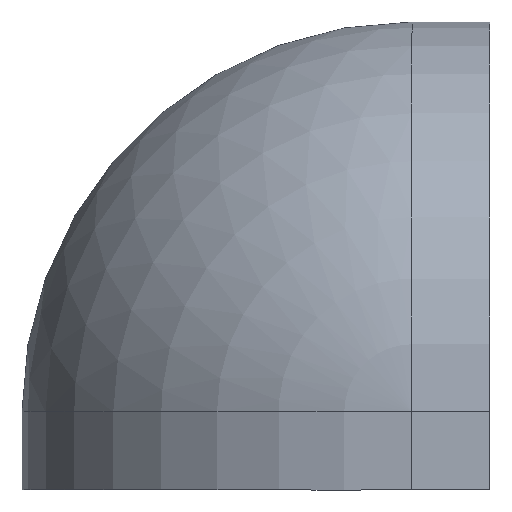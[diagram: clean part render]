
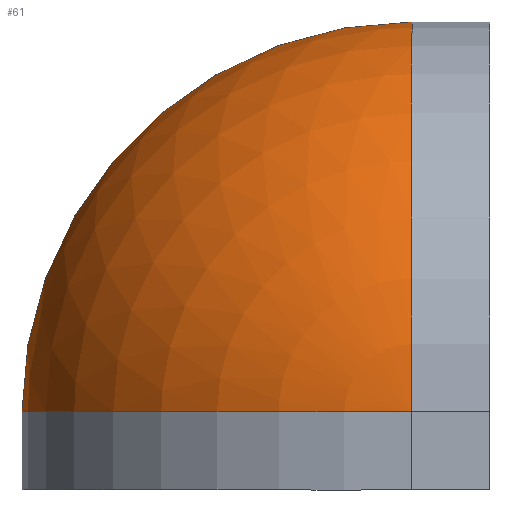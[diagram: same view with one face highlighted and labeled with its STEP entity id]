
A CAD part, left-side view. The second image highlights one B-rep face of the part: STEP entity #61.
In plain terms, the highlighted spherical face has radius 25 mm.
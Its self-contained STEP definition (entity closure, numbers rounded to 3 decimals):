
#61=ADVANCED_FACE('',(#145),#146,.T.);
#145=FACE_OUTER_BOUND('',#251,.T.);
#146=SPHERICAL_SURFACE('',#252,25.0);
#251=EDGE_LOOP('',(#367,#368,#369));
#252=AXIS2_PLACEMENT_3D('',#370,#371,#372);
#367=ORIENTED_EDGE('',*,*,#646,.F.);
#368=ORIENTED_EDGE('',*,*,#647,.T.);
#369=ORIENTED_EDGE('',*,*,#648,.F.);
#370=CARTESIAN_POINT('',(-5.,-10.0,-10.));
#371=DIRECTION('',(-1.0,0.,0.));
#372=DIRECTION('',(0.,0.0,1.0));
#646=EDGE_CURVE('',#771,#772,#773,.T.);
#647=EDGE_CURVE('',#771,#774,#775,.T.);
#648=EDGE_CURVE('',#772,#774,#776,.T.);
#771=VERTEX_POINT('',#939);
#772=VERTEX_POINT('',#940);
#773=CIRCLE('',#941,25.0);
#774=VERTEX_POINT('',#942);
#775=CIRCLE('',#943,25.0);
#776=CIRCLE('',#944,25.0);
#939=CARTESIAN_POINT('',(-5.,-10.0,15.0));
#940=CARTESIAN_POINT('',(-30.,-10.0,-10.));
#941=AXIS2_PLACEMENT_3D('',#1133,#1134,#1135);
#942=CARTESIAN_POINT('',(-5.,15.0,-10.));
#943=AXIS2_PLACEMENT_3D('',#1136,#1137,#1138);
#944=AXIS2_PLACEMENT_3D('',#1139,#1140,#1141);
#1133=CARTESIAN_POINT('',(-5.,-10.0,-10.));
#1134=DIRECTION('',(0.,-1.0,0.));
#1135=DIRECTION('',(0.,0.,1.0));
#1136=CARTESIAN_POINT('',(-5.,-10.0,-10.));
#1137=DIRECTION('',(-1.0,0.,0.));
#1138=DIRECTION('',(0.,0.0,1.0));
#1139=CARTESIAN_POINT('',(-5.,-10.0,-10.));
#1140=DIRECTION('',(0.,0.,-1.0));
#1141=DIRECTION('',(-1.0,0.,0.));
